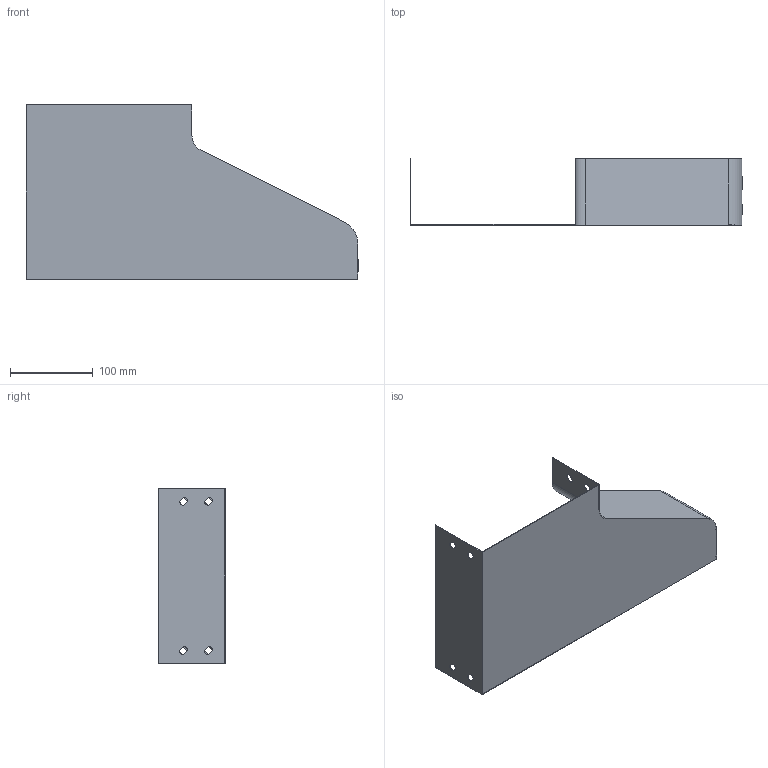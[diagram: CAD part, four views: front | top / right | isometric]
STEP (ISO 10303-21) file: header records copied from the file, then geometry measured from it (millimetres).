
FILE_DESCRIPTION (( 'STEP AP203' ), '1' );
FILE_NAME ('Ïåðåõîäíèê RRD_36305.STEP', '2012-11-09T08:52:42', ( 'Àñååâ' ), ( '' ), 'SwSTEP 2.0', 'SolidWorks 2012', '' );
FILE_SCHEMA (( 'CONFIG_CONTROL_DESIGN' ));
Length unit declared in the file: millimetre
Products named in the file (1): 盷謥羻僾鴀 RRD_36305
Bounding box: 400 x 80 x 210 mm (x, y, z)
Volume: 84890.6 mm3; surface area: 213580.3 mm2
Topology: 1 solids, 1 shells, 50 faces, 144 edges, 96 vertices
Faces by surface type: plane 30, cylinder 20
Entity records: 1757 total; most frequent: CARTESIAN_POINT 291, ORIENTED_EDGE 288, DIRECTION 286, EDGE_CURVE 144, LINE 104, VECTOR 104, VERTEX_POINT 96, AXIS2_PLACEMENT_3D 91
